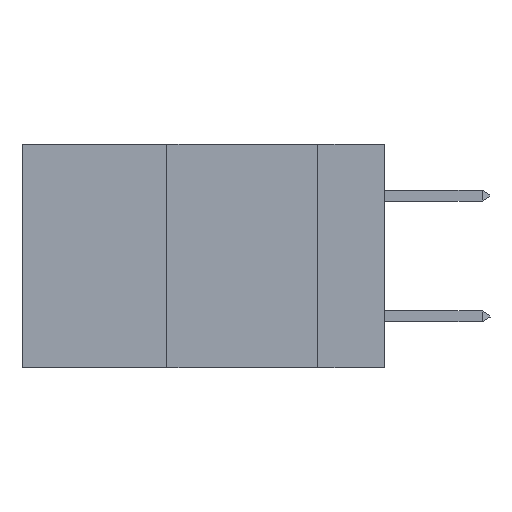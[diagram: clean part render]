
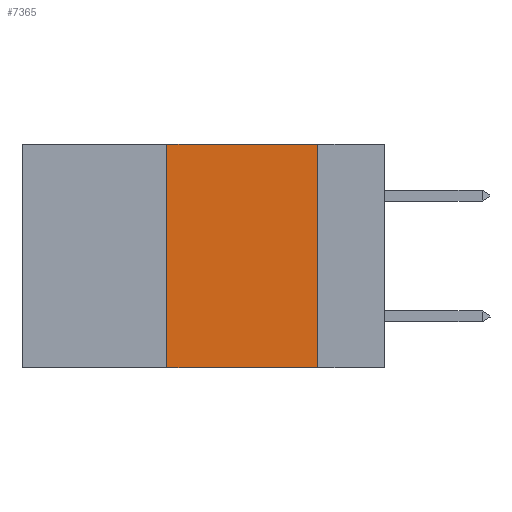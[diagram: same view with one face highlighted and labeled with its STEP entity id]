
A CAD part, left-side view. The second image highlights one B-rep face of the part: STEP entity #7365.
In plain terms, the highlighted planar face has unit normal (-1, 0, 0).
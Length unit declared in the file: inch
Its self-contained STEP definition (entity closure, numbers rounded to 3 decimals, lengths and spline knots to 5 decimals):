
#493 = DIRECTION ( 'NONE',  ( 0., 0., 1. ) ) ;
#498 = CARTESIAN_POINT ( 'NONE',  ( 0., 0.36, 0. ) ) ;
#612 = ORIENTED_EDGE ( 'NONE', *, *, #6834, .F. ) ;
#1532 = EDGE_CURVE ( 'NONE', #14034, #4038, #7358, .T. ) ;
#2830 = CARTESIAN_POINT ( 'NONE',  ( 0., 0.11, 0. ) ) ;
#3611 = ORIENTED_EDGE ( 'NONE', *, *, #9147, .F. ) ;
#4038 = VERTEX_POINT ( 'NONE', #10833 ) ;
#4048 = ORIENTED_EDGE ( 'NONE', *, *, #16556, .F. ) ;
#4229 = DIRECTION ( 'NONE',  ( 0., 0., -1. ) ) ;
#4985 = VECTOR ( 'NONE', #4229, 39.37008 ) ;
#6155 = DIRECTION ( 'NONE',  ( 0., 0., -1. ) ) ;
#6582 = EDGE_LOOP ( 'NONE', ( #3611, #4048, #612, #8084 ) ) ;
#6834 = EDGE_CURVE ( 'NONE', #14034, #12302, #13399, .T. ) ;
#7358 = LINE ( 'NONE', #16634, #13957 ) ;
#7365 = ADVANCED_FACE ( 'NONE', ( #12554 ), #7465, .F. ) ;
#7465 = PLANE ( 'NONE',  #16497 ) ;
#8084 = ORIENTED_EDGE ( 'NONE', *, *, #1532, .T. ) ;
#8878 = CARTESIAN_POINT ( 'NONE',  ( 0., 0.36, 0. ) ) ;
#9147 = EDGE_CURVE ( 'NONE', #14677, #4038, #15585, .T. ) ;
#9489 = CARTESIAN_POINT ( 'NONE',  ( 0., 0.6, 0. ) ) ;
#10096 = CARTESIAN_POINT ( 'NONE',  ( 0., 0.6, 0. ) ) ;
#10670 = LINE ( 'NONE', #9489, #13743 ) ;
#10833 = CARTESIAN_POINT ( 'NONE',  ( 0., 0.11, -0.37 ) ) ;
#12302 = VERTEX_POINT ( 'NONE', #498 ) ;
#12554 = FACE_OUTER_BOUND ( 'NONE', #6582, .T. ) ;
#13399 = LINE ( 'NONE', #8878, #13801 ) ;
#13743 = VECTOR ( 'NONE', #14789, 39.37008 ) ;
#13801 = VECTOR ( 'NONE', #493, 39.37008 ) ;
#13957 = VECTOR ( 'NONE', #15355, 39.37008 ) ;
#13983 = CARTESIAN_POINT ( 'NONE',  ( 0., 0.36, -0.37 ) ) ;
#14034 = VERTEX_POINT ( 'NONE', #13983 ) ;
#14086 = DIRECTION ( 'NONE',  ( 1., 0., 0. ) ) ;
#14677 = VERTEX_POINT ( 'NONE', #14727 ) ;
#14727 = CARTESIAN_POINT ( 'NONE',  ( 0., 0.11, 0. ) ) ;
#14789 = DIRECTION ( 'NONE',  ( 0., -1., 0. ) ) ;
#15355 = DIRECTION ( 'NONE',  ( 0., -1., 0. ) ) ;
#15585 = LINE ( 'NONE', #2830, #4985 ) ;
#16497 = AXIS2_PLACEMENT_3D ( 'NONE', #10096, #14086, #6155 ) ;
#16556 = EDGE_CURVE ( 'NONE', #12302, #14677, #10670, .T. ) ;
#16634 = CARTESIAN_POINT ( 'NONE',  ( 0., 0.6, -0.37 ) ) ;
